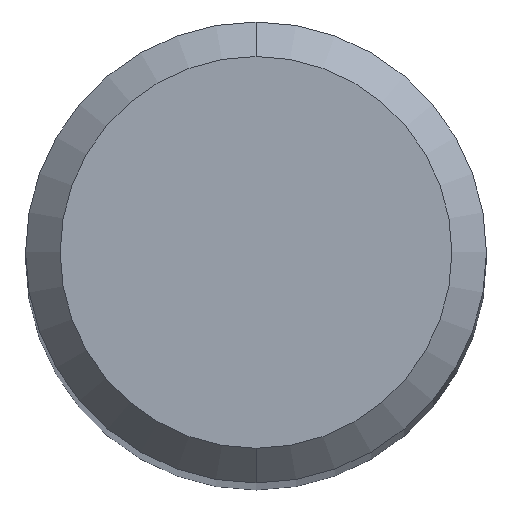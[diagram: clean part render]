
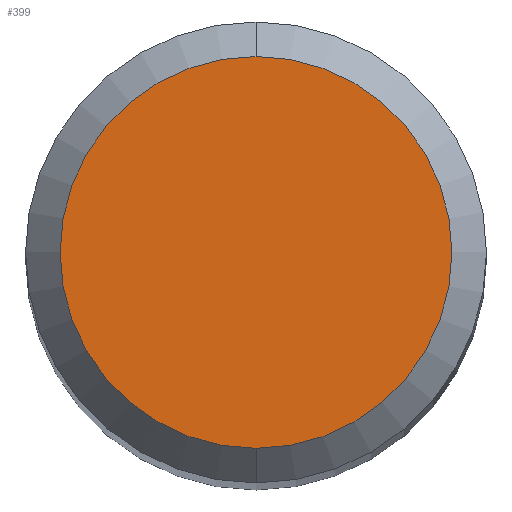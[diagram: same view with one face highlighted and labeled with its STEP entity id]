
A CAD part, top view. The second image highlights one B-rep face of the part: STEP entity #399.
In plain terms, the highlighted planar face has unit normal (0, 0, 1).
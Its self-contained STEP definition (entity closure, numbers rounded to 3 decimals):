
#281=VERTEX_POINT('',#714);
#367=EDGE_CURVE('',#281,#485,#807,.T.);
#399=ADVANCED_FACE('',(#844),#845,.T.);
#485=VERTEX_POINT('',#938);
#621=EDGE_CURVE('',#485,#281,#1090,.T.);
#714=CARTESIAN_POINT('',(0.0,1.7,0.0));
#807=CIRCLE('',#1345,1.7);
#844=FACE_OUTER_BOUND('',#1400,.T.);
#845=PLANE('',#1401);
#938=CARTESIAN_POINT('',(0.,-1.7,0.0));
#1090=CIRCLE('',#1836,1.7);
#1345=AXIS2_PLACEMENT_3D('',#2043,#2044,#2045);
#1400=EDGE_LOOP('',(#2118,#2119));
#1401=AXIS2_PLACEMENT_3D('',#2120,#2121,#2122);
#1836=AXIS2_PLACEMENT_3D('',#2474,#2475,#2476);
#2043=CARTESIAN_POINT('',(0.0,0.0,0.0));
#2044=DIRECTION('',(0.0,0.0,-1.0));
#2045=DIRECTION('',(0.0,1.0,0.0));
#2118=ORIENTED_EDGE('',*,*,#367,.F.);
#2119=ORIENTED_EDGE('',*,*,#621,.F.);
#2120=CARTESIAN_POINT('',(0.0,0.85,0.0));
#2121=DIRECTION('',(-0.0,0.0,1.0));
#2122=DIRECTION('',(0.0,-1.0,0.0));
#2474=CARTESIAN_POINT('',(0.0,0.0,0.0));
#2475=DIRECTION('',(0.0,0.0,-1.0));
#2476=DIRECTION('',(0.0,1.0,0.0));
